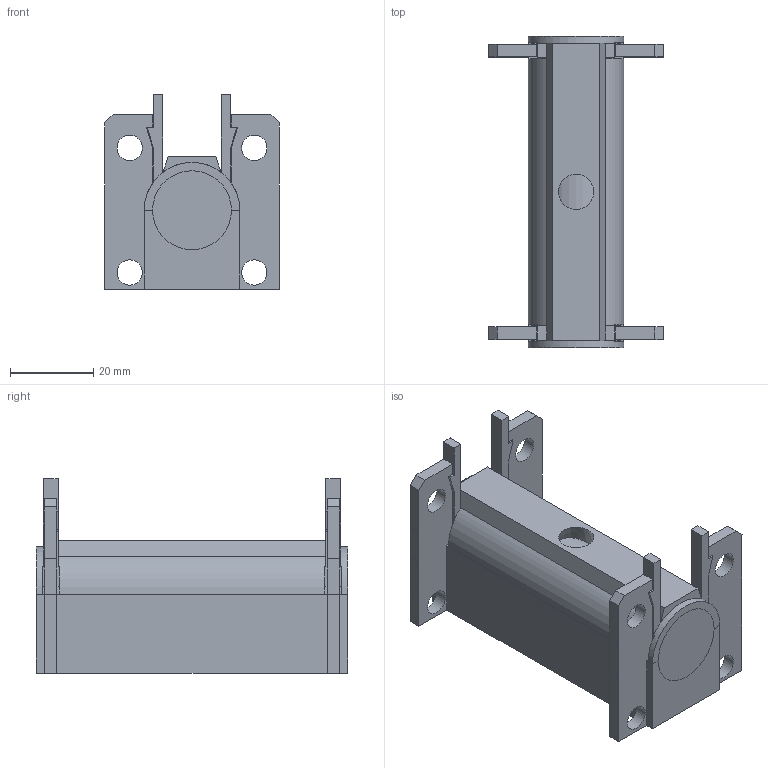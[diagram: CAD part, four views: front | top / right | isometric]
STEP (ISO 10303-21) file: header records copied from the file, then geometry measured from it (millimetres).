
FILE_DESCRIPTION(/* description */ (''),/* implementation_level */ '2;1');
FILE_NAME(/* name */ 'Bed_v4.step',/* time_stamp */ '2024-02-15T15:49:04-05:00',/* author */ (''),/* organization */ (''),/* preprocessor_version */ 'ST-DEVELOPER v20',/* originating_system */ 'Autodesk Translation Framework v12.20.1.177',/* authorisation */ '');
FILE_SCHEMA (('AUTOMOTIVE_DESIGN { 1 0 10303 214 3 1 1 }'));
Length unit declared in the file: millimetre
Products named in the file (1): Bed
Bounding box: 42 x 75 x 46.87 mm (x, y, z)
Volume: 55030.4 mm3; surface area: 23728.3 mm2
Topology: 3 solids, 3 shells, 134 faces, 364 edges, 236 vertices
Faces by surface type: plane 118, cylinder 15, cone 1
Full cylindrical faces by diameter (mm): 6.1 x8, 19 x1
Entity records: 4279 total; most frequent: CARTESIAN_POINT 776, ORIENTED_EDGE 728, DIRECTION 684, EDGE_CURVE 364, LINE 312, VECTOR 312, VERTEX_POINT 236, AXIS2_PLACEMENT_3D 186
